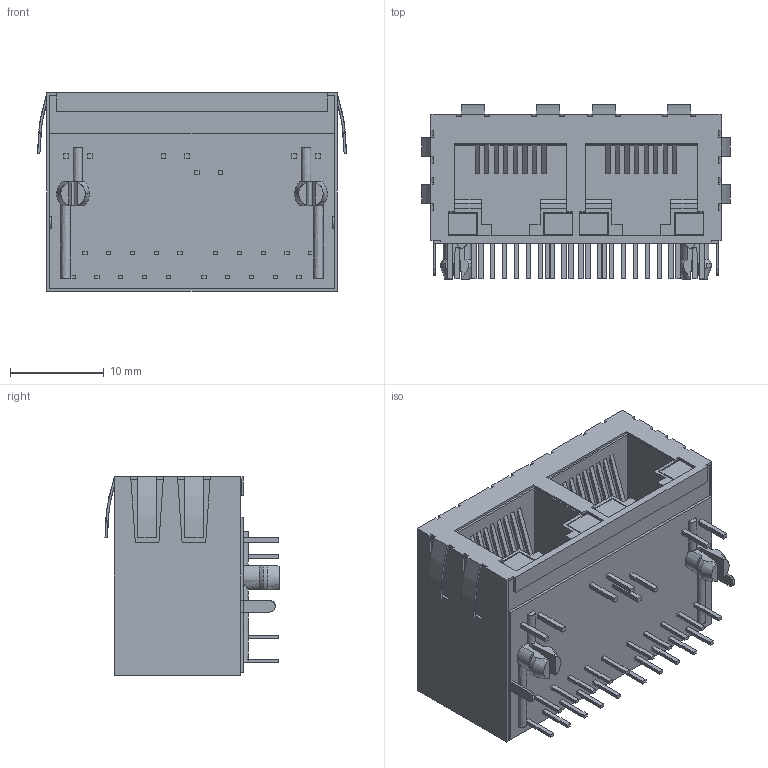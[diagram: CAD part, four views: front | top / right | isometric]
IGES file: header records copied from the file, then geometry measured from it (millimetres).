
Start section: SolidWorks IGES file using analytic representation for surfaces
Global section: file name: G5LX-2108S7-DD-YG1.IGS; native system: SolidWorks 2018; preprocessor: SolidWorks 2018; author: Dan; date: 191113.083248; units: millimetre
Bounding box: 33 x 18.6 x 21.2 mm (x, y, z)
Surface area: 8425 mm2 (no closed solid volume)
Topology: 0 solids, 0 shells, 468 faces, 2840 edges, 2840 vertices
Faces by surface type: bspline 468
